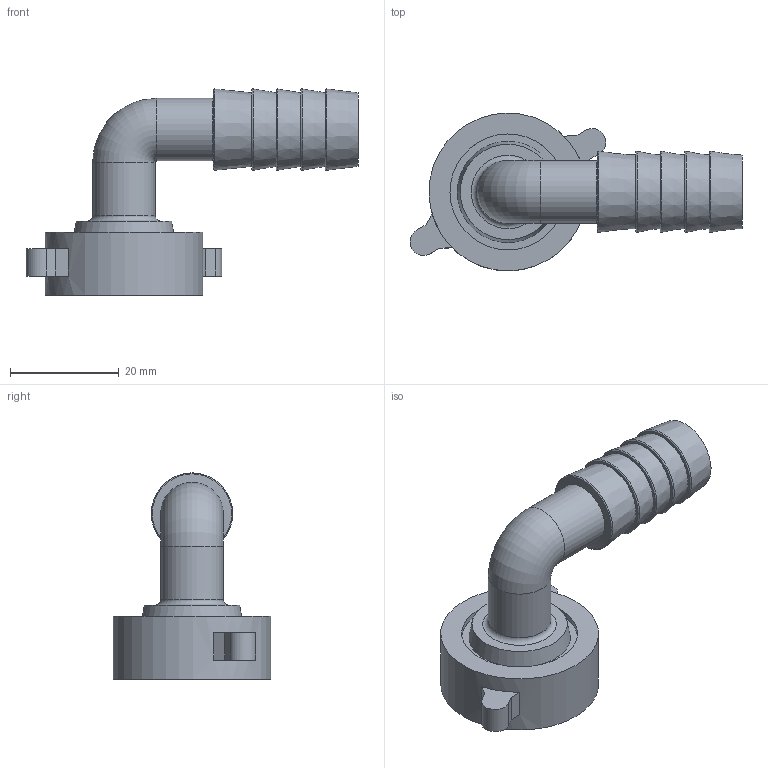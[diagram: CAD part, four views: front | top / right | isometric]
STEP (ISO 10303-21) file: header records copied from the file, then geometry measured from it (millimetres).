
FILE_DESCRIPTION(/* description */ ('Unknown'),/* implementation_level */ '2;1');
FILE_NAME(/* name */ '71170',/* time_stamp */ '2019-07-26T07:42:49+02:00',/* author */ ('Unknown'),/* organization */ ('Unknown'),/* preprocessor_version */ 'ST-DEVELOPER v16.7',/* originating_system */ 'DEX',/* authorisation */ $);
FILE_SCHEMA (('AUTOMOTIVE_DESIGN {1 0 10303 214 3 1 1}'));
Length unit declared in the file: millimetre
Products named in the file (1): 71170
Bounding box: 60.99 x 29 x 37.88 mm (x, y, z)
Volume: 8743.3 mm3; surface area: 8265.9 mm2
Topology: 1 solids, 1 shells, 56 faces, 120 edges, 77 vertices
Faces by surface type: plane 25, cylinder 12, cone 11, torus 8
Full cylindrical faces by diameter (mm): 9 x2, 11.5 x2, 13.05 x1, 21.3 x1, 23.5 x1, 23.7 x1, 24.63 x1, 29 x1
Entity records: 1712 total; most frequent: DIRECTION 242, CARTESIAN_POINT 219, ORIENTED_EDGE 158, AXIS2_PLACEMENT_3D 107, FACE_BOUND 100, EDGE_LOOP 98, EDGE_CURVE 79, VERTEX_POINT 67
